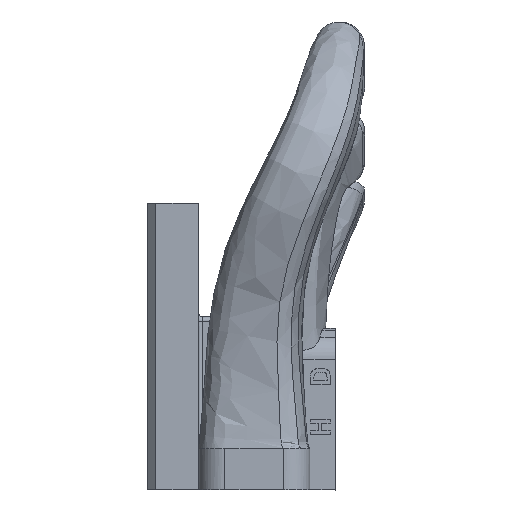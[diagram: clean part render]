
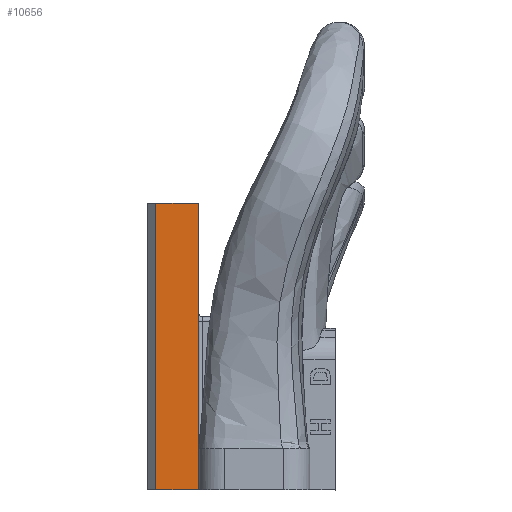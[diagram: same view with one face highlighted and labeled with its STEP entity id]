
A CAD part, left-side view. The second image highlights one B-rep face of the part: STEP entity #10656.
In plain terms, the highlighted planar face has unit normal (-1, 0, 0).
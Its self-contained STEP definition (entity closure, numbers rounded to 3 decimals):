
#442=PLANE('',#11298);
#886=FACE_OUTER_BOUND('',#1502,.T.);
#1502=EDGE_LOOP('',(#8975,#8976,#8977,#8978,#8979));
#2852=LINE('',#23022,#3619);
#3003=LINE('',#25379,#3770);
#3082=LINE('',#27226,#3849);
#3106=LINE('',#27445,#3873);
#3114=LINE('',#28042,#3881);
#3619=VECTOR('',#12328,10.);
#3770=VECTOR('',#12601,10.);
#3849=VECTOR('',#12908,10.);
#3873=VECTOR('',#12948,10.);
#3881=VECTOR('',#12976,10.);
#4539=VERTEX_POINT('',#23019);
#4540=VERTEX_POINT('',#23021);
#4812=VERTEX_POINT('',#25376);
#4813=VERTEX_POINT('',#25378);
#4922=VERTEX_POINT('',#27162);
#5776=EDGE_CURVE('',#4540,#4539,#2852,.T.);
#6140=EDGE_CURVE('',#4812,#4813,#3003,.T.);
#6324=EDGE_CURVE('',#4922,#4813,#3082,.T.);
#6355=EDGE_CURVE('',#4540,#4812,#3106,.T.);
#6375=EDGE_CURVE('',#4922,#4539,#3114,.T.);
#8975=ORIENTED_EDGE('',*,*,#6355,.F.);
#8976=ORIENTED_EDGE('',*,*,#5776,.T.);
#8977=ORIENTED_EDGE('',*,*,#6375,.F.);
#8978=ORIENTED_EDGE('',*,*,#6324,.T.);
#8979=ORIENTED_EDGE('',*,*,#6140,.F.);
#10656=ADVANCED_FACE('',(#886),#442,.T.);
#11298=AXIS2_PLACEMENT_3D('',#28041,#12974,#12975);
#12328=DIRECTION('',(0.,-1.,0.));
#12601=DIRECTION('',(0.,-1.,0.));
#12908=DIRECTION('',(0.,0.,1.));
#12948=DIRECTION('',(0.,0.,1.));
#12974=DIRECTION('center_axis',(-1.,0.,0.));
#12975=DIRECTION('ref_axis',(0.,-1.,0.));
#12976=DIRECTION('',(0.,0.,-1.));
#23019=CARTESIAN_POINT('',(-21.8,14.581,-55.64));
#23021=CARTESIAN_POINT('',(-21.8,19.781,-55.64));
#23022=CARTESIAN_POINT('',(-21.8,20.781,-55.64));
#25376=CARTESIAN_POINT('',(-21.8,19.781,-20.84));
#25378=CARTESIAN_POINT('',(-21.8,14.581,-20.84));
#25379=CARTESIAN_POINT('',(-21.8,20.781,-20.84));
#27162=CARTESIAN_POINT('',(-21.8,14.581,-34.587));
#27226=CARTESIAN_POINT('',(-21.8,14.581,-55.64));
#27445=CARTESIAN_POINT('',(-21.8,19.781,-55.64));
#28041=CARTESIAN_POINT('Origin',(-21.8,20.781,-55.64));
#28042=CARTESIAN_POINT('',(-21.8,14.581,-55.64));
